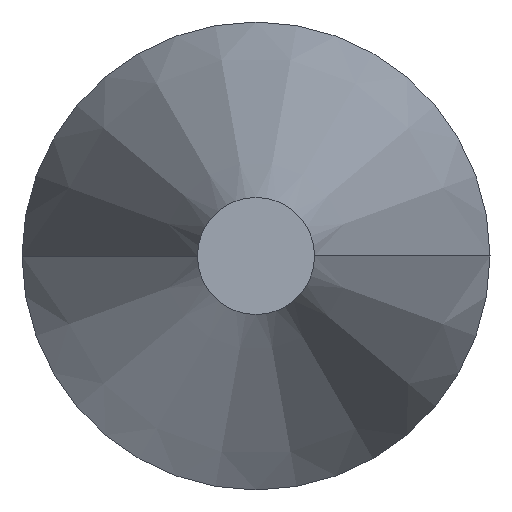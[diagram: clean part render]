
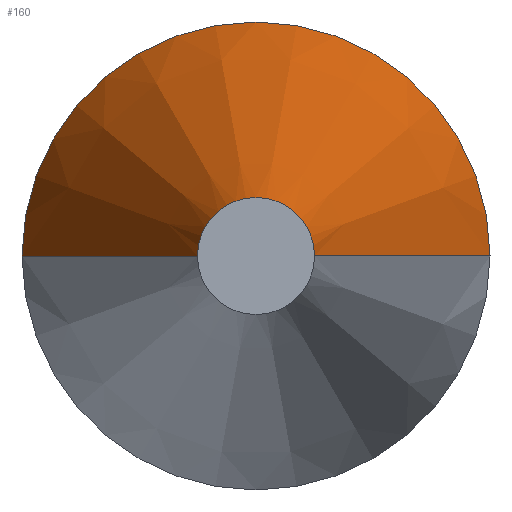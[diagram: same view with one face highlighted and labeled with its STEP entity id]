
A CAD part, front view. The second image highlights one B-rep face of the part: STEP entity #160.
In plain terms, the highlighted conical face has half-angle 15 degrees and reference radius 0.794 mm.
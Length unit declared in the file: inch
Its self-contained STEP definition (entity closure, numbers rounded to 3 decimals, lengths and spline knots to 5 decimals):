
#2 = EDGE_LOOP ( 'NONE', ( #242, #249, #213, #269 ) ) ;
#16 = CARTESIAN_POINT ( 'NONE',  ( -0.03125, 0.1875, 0. ) ) ;
#25 = FACE_OUTER_BOUND ( 'NONE', #2, .T. ) ;
#29 = AXIS2_PLACEMENT_3D ( 'NONE', #323, #73, #110 ) ;
#48 = VERTEX_POINT ( 'NONE', #102 ) ;
#53 = DIRECTION ( 'NONE',  ( 0.259, 0.966, 0. ) ) ;
#73 = DIRECTION ( 'NONE',  ( 0., 1., 0. ) ) ;
#76 = LINE ( 'NONE', #161, #123 ) ;
#79 = VECTOR ( 'NONE', #135, 39.37008 ) ;
#96 = CIRCLE ( 'NONE', #142, 0.03125 ) ;
#97 = CARTESIAN_POINT ( 'NONE',  ( -0.125, 0.53738, 0. ) ) ;
#102 = CARTESIAN_POINT ( 'NONE',  ( 0.125, 0.53738, 0. ) ) ;
#103 = CARTESIAN_POINT ( 'NONE',  ( 0.03125, 0.1875, 0. ) ) ;
#110 = DIRECTION ( 'NONE',  ( -1., 0., 0. ) ) ;
#114 = DIRECTION ( 'NONE',  ( -1., 0., 0. ) ) ;
#123 = VECTOR ( 'NONE', #53, 39.37008 ) ;
#126 = CONICAL_SURFACE ( 'NONE', #280, 0.03125, 0.262 ) ;
#130 = DIRECTION ( 'NONE',  ( -1., 0., 0. ) ) ;
#135 = DIRECTION ( 'NONE',  ( -0.259, 0.966, 0. ) ) ;
#136 = EDGE_CURVE ( 'NONE', #271, #48, #76, .T. ) ;
#140 = CARTESIAN_POINT ( 'NONE',  ( 0., 0.1875, 0. ) ) ;
#142 = AXIS2_PLACEMENT_3D ( 'NONE', #157, #214, #114 ) ;
#151 = EDGE_CURVE ( 'NONE', #199, #271, #96, .T. ) ;
#157 = CARTESIAN_POINT ( 'NONE',  ( 0., 0.1875, 0. ) ) ;
#160 = ADVANCED_FACE ( 'NONE', ( #25 ), #126, .T. ) ;
#161 = CARTESIAN_POINT ( 'NONE',  ( 0.03125, 0.1875, 0. ) ) ;
#178 = EDGE_CURVE ( 'NONE', #220, #48, #336, .T. ) ;
#185 = EDGE_CURVE ( 'NONE', #199, #220, #187, .T. ) ;
#187 = LINE ( 'NONE', #16, #79 ) ;
#199 = VERTEX_POINT ( 'NONE', #257 ) ;
#213 = ORIENTED_EDGE ( 'NONE', *, *, #178, .F. ) ;
#214 = DIRECTION ( 'NONE',  ( 0., 1., 0. ) ) ;
#220 = VERTEX_POINT ( 'NONE', #97 ) ;
#242 = ORIENTED_EDGE ( 'NONE', *, *, #151, .T. ) ;
#243 = DIRECTION ( 'NONE',  ( 0., 1., 0. ) ) ;
#249 = ORIENTED_EDGE ( 'NONE', *, *, #136, .T. ) ;
#257 = CARTESIAN_POINT ( 'NONE',  ( -0.03125, 0.1875, 0. ) ) ;
#269 = ORIENTED_EDGE ( 'NONE', *, *, #185, .F. ) ;
#271 = VERTEX_POINT ( 'NONE', #103 ) ;
#280 = AXIS2_PLACEMENT_3D ( 'NONE', #140, #243, #130 ) ;
#323 = CARTESIAN_POINT ( 'NONE',  ( 0., 0.53738, 0. ) ) ;
#336 = CIRCLE ( 'NONE', #29, 0.125 ) ;
